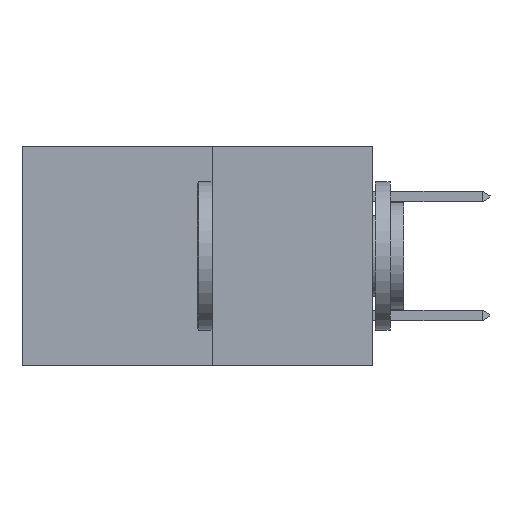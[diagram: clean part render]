
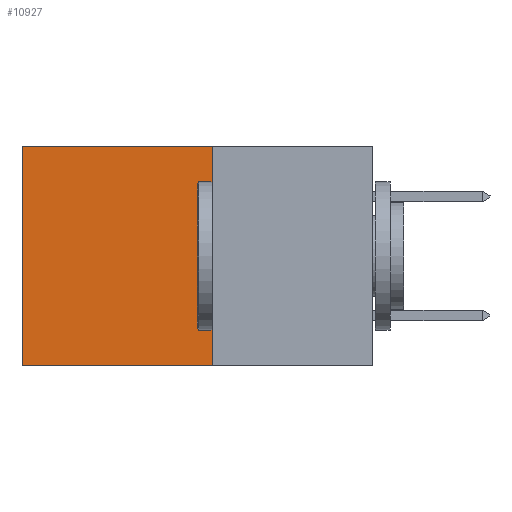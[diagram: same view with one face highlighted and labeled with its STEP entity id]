
A CAD part, left-side view. The second image highlights one B-rep face of the part: STEP entity #10927.
In plain terms, the highlighted planar face has unit normal (-1, 0, 0).
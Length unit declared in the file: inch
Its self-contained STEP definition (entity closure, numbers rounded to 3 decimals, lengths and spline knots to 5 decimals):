
#520 = ORIENTED_EDGE ( 'NONE', *, *, #13112, .F. ) ;
#2885 = VERTEX_POINT ( 'NONE', #13685 ) ;
#3113 = ORIENTED_EDGE ( 'NONE', *, *, #12582, .T. ) ;
#3235 = DIRECTION ( 'NONE',  ( 0., 0., -1. ) ) ;
#3259 = DIRECTION ( 'NONE',  ( 1., 0., 0. ) ) ;
#3675 = ORIENTED_EDGE ( 'NONE', *, *, #5487, .T. ) ;
#5308 = LINE ( 'NONE', #12776, #17916 ) ;
#5431 = EDGE_CURVE ( 'NONE', #2885, #17170, #10763, .T. ) ;
#5487 = EDGE_CURVE ( 'NONE', #10164, #10115, #5308, .T. ) ;
#6461 = CARTESIAN_POINT ( 'NONE',  ( 0.277, 0.59, 0. ) ) ;
#8962 = EDGE_LOOP ( 'NONE', ( #3113, #13626, #520, #3675 ) ) ;
#9150 = CARTESIAN_POINT ( 'NONE',  ( 0.277, 0.27, -0.37 ) ) ;
#9583 = FACE_OUTER_BOUND ( 'NONE', #8962, .T. ) ;
#10115 = VERTEX_POINT ( 'NONE', #6461 ) ;
#10164 = VERTEX_POINT ( 'NONE', #17626 ) ;
#10490 = DIRECTION ( 'NONE',  ( 0., 1., 0. ) ) ;
#10532 = AXIS2_PLACEMENT_3D ( 'NONE', #18851, #3259, #3235 ) ;
#10763 = LINE ( 'NONE', #9150, #18984 ) ;
#10927 = ADVANCED_FACE ( 'NONE', ( #9583 ), #20275, .F. ) ;
#11533 = VECTOR ( 'NONE', #20282, 39.37008 ) ;
#12322 = DIRECTION ( 'NONE',  ( 0., 1., 0. ) ) ;
#12394 = CARTESIAN_POINT ( 'NONE',  ( 0.277, 0.59, -0.37 ) ) ;
#12563 = LINE ( 'NONE', #19329, #20805 ) ;
#12582 = EDGE_CURVE ( 'NONE', #10115, #17170, #12563, .T. ) ;
#12776 = CARTESIAN_POINT ( 'NONE',  ( 0.277, 0.27, 0. ) ) ;
#13112 = EDGE_CURVE ( 'NONE', #10164, #2885, #19762, .T. ) ;
#13626 = ORIENTED_EDGE ( 'NONE', *, *, #5431, .F. ) ;
#13645 = CARTESIAN_POINT ( 'NONE',  ( 0.277, 0.27, -0.37 ) ) ;
#13685 = CARTESIAN_POINT ( 'NONE',  ( 0.277, 0.27, -0.37 ) ) ;
#17170 = VERTEX_POINT ( 'NONE', #12394 ) ;
#17626 = CARTESIAN_POINT ( 'NONE',  ( 0.277, 0.27, 0. ) ) ;
#17916 = VECTOR ( 'NONE', #12322, 39.37008 ) ;
#18478 = DIRECTION ( 'NONE',  ( 0., 0., -1. ) ) ;
#18851 = CARTESIAN_POINT ( 'NONE',  ( 0.277, 0.27, -0.37 ) ) ;
#18984 = VECTOR ( 'NONE', #10490, 39.37008 ) ;
#19329 = CARTESIAN_POINT ( 'NONE',  ( 0.277, 0.59, -0.37 ) ) ;
#19762 = LINE ( 'NONE', #13645, #11533 ) ;
#20275 = PLANE ( 'NONE',  #10532 ) ;
#20282 = DIRECTION ( 'NONE',  ( 0., 0., -1. ) ) ;
#20805 = VECTOR ( 'NONE', #18478, 39.37008 ) ;
